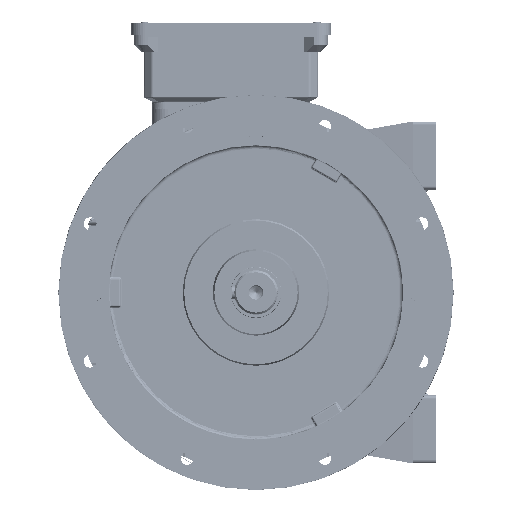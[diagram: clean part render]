
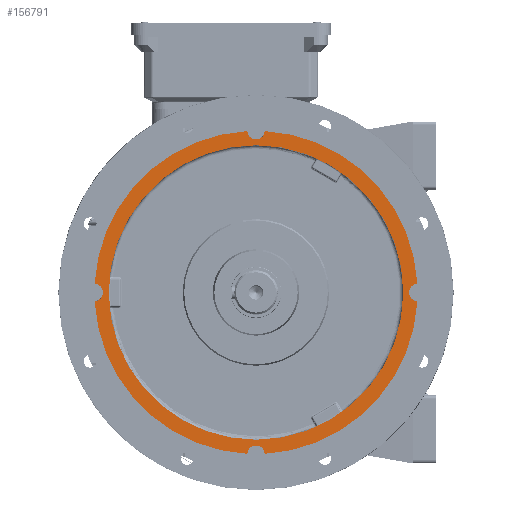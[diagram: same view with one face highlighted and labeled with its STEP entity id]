
A CAD part, left-side view. The second image highlights one B-rep face of the part: STEP entity #156791.
In plain terms, the highlighted planar face has unit normal (-1, 0, 0).
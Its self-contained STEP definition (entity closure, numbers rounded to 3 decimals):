
#281 = DIRECTION ( 'NONE',  ( -1., 0., 0. ) ) ;
#1213 = ORIENTED_EDGE ( 'NONE', *, *, #61003, .F. ) ;
#2689 = DIRECTION ( 'NONE',  ( 0., 0., 1. ) ) ;
#3856 = CARTESIAN_POINT ( 'NONE',  ( 0., 0., -205. ) ) ;
#4302 = CARTESIAN_POINT ( 'NONE',  ( 0., 0., 225. ) ) ;
#5677 = CIRCLE ( 'NONE', #151619, 205. ) ;
#6051 = DIRECTION ( 'NONE',  ( -1., 0., 0. ) ) ;
#9765 = CARTESIAN_POINT ( 'NONE',  ( 0., 0., 0. ) ) ;
#13218 = FACE_OUTER_BOUND ( 'NONE', #55135, .T. ) ;
#14724 = CARTESIAN_POINT ( 'NONE',  ( 0., 0., -225. ) ) ;
#17304 = CARTESIAN_POINT ( 'NONE',  ( 0., 0., 225. ) ) ;
#18346 = DIRECTION ( 'NONE',  ( 1., 0., 0. ) ) ;
#18957 = EDGE_CURVE ( 'NONE', #232397, #154942, #245754, .T. ) ;
#27567 = AXIS2_PLACEMENT_3D ( 'NONE', #119765, #101476, #198159 ) ;
#27903 = EDGE_CURVE ( 'NONE', #232397, #231730, #102758, .T. ) ;
#32796 = PLANE ( 'NONE',  #192459 ) ;
#35517 = CARTESIAN_POINT ( 'NONE',  ( 0., 0., 205. ) ) ;
#36713 = CARTESIAN_POINT ( 'NONE',  ( 0., -11.996, -224.68 ) ) ;
#39279 = CARTESIAN_POINT ( 'NONE',  ( 0., 0., 0. ) ) ;
#41043 = EDGE_CURVE ( 'NONE', #256087, #231730, #189782, .T. ) ;
#41857 = DIRECTION ( 'NONE',  ( -1., 0., 0. ) ) ;
#41928 = EDGE_CURVE ( 'NONE', #256087, #231691, #174197, .T. ) ;
#46076 = DIRECTION ( 'NONE',  ( -1., 0., 0. ) ) ;
#47037 = CARTESIAN_POINT ( 'NONE',  ( 0., 224.68, 11.996 ) ) ;
#49297 = AXIS2_PLACEMENT_3D ( 'NONE', #17304, #281, #138687 ) ;
#54155 = VERTEX_POINT ( 'NONE', #174668 ) ;
#55135 = EDGE_LOOP ( 'NONE', ( #238912, #197147, #225430, #70629, #180029, #114422, #172002, #147972, #155546, #190345 ) ) ;
#56714 = AXIS2_PLACEMENT_3D ( 'NONE', #14724, #74783, #252350 ) ;
#61003 = EDGE_CURVE ( 'NONE', #126325, #226488, #85941, .T. ) ;
#65962 = DIRECTION ( 'NONE',  ( -1., 0., 0. ) ) ;
#66052 = EDGE_LOOP ( 'NONE', ( #1213, #178899 ) ) ;
#70629 = ORIENTED_EDGE ( 'NONE', *, *, #231309, .T. ) ;
#70906 = CARTESIAN_POINT ( 'NONE',  ( 0., 11.996, -224.68 ) ) ;
#74063 = AXIS2_PLACEMENT_3D ( 'NONE', #203577, #224435, #245303 ) ;
#74783 = DIRECTION ( 'NONE',  ( -1., 0., 0. ) ) ;
#77112 = CARTESIAN_POINT ( 'NONE',  ( 0., 205., 0. ) ) ;
#77168 = AXIS2_PLACEMENT_3D ( 'NONE', #198106, #233412, #175950 ) ;
#85941 = CIRCLE ( 'NONE', #27567, 205. ) ;
#86187 = CARTESIAN_POINT ( 'NONE',  ( 0., 0., 0. ) ) ;
#94422 = CARTESIAN_POINT ( 'NONE',  ( 0., 0., -213. ) ) ;
#95237 = CARTESIAN_POINT ( 'NONE',  ( 0., 0., 0. ) ) ;
#97444 = CARTESIAN_POINT ( 'NONE',  ( 0., 224.68, -11.996 ) ) ;
#98706 = EDGE_CURVE ( 'NONE', #226488, #126325, #5677, .T. ) ;
#101476 = DIRECTION ( 'NONE',  ( -1., 0., 0. ) ) ;
#102758 = CIRCLE ( 'NONE', #170093, 225. ) ;
#109412 = AXIS2_PLACEMENT_3D ( 'NONE', #39279, #41857, #124027 ) ;
#114422 = ORIENTED_EDGE ( 'NONE', *, *, #136417, .T. ) ;
#118681 = DIRECTION ( 'NONE',  ( 0., 0., 1. ) ) ;
#119765 = CARTESIAN_POINT ( 'NONE',  ( 0., 0., 0. ) ) ;
#122337 = VERTEX_POINT ( 'NONE', #70906 ) ;
#124027 = DIRECTION ( 'NONE',  ( 0., 0., 1. ) ) ;
#126325 = VERTEX_POINT ( 'NONE', #35517 ) ;
#135925 = DIRECTION ( 'NONE',  ( 0., 1., 0. ) ) ;
#136417 = EDGE_CURVE ( 'NONE', #138954, #122337, #257541, .T. ) ;
#137051 = CARTESIAN_POINT ( 'NONE',  ( 0., -224.68, 11.996 ) ) ;
#138687 = DIRECTION ( 'NONE',  ( 0., -1., 0. ) ) ;
#138954 = VERTEX_POINT ( 'NONE', #97444 ) ;
#141070 = DIRECTION ( 'NONE',  ( -1., 0., 0. ) ) ;
#147972 = ORIENTED_EDGE ( 'NONE', *, *, #18957, .F. ) ;
#149394 = CIRCLE ( 'NONE', #237007, 12. ) ;
#151619 = AXIS2_PLACEMENT_3D ( 'NONE', #86187, #165844, #2689 ) ;
#154942 = VERTEX_POINT ( 'NONE', #94422 ) ;
#155546 = ORIENTED_EDGE ( 'NONE', *, *, #27903, .T. ) ;
#156791 = ADVANCED_FACE ( 'NONE', ( #255967, #13218 ), #32796, .F. ) ;
#160894 = CIRCLE ( 'NONE', #56714, 12. ) ;
#165279 = CARTESIAN_POINT ( 'NONE',  ( 0., 0., 213. ) ) ;
#165844 = DIRECTION ( 'NONE',  ( -1., 0., 0. ) ) ;
#166477 = CARTESIAN_POINT ( 'NONE',  ( 0., -11.996, 224.68 ) ) ;
#168985 = AXIS2_PLACEMENT_3D ( 'NONE', #181129, #6051, #241140 ) ;
#169073 = DIRECTION ( 'NONE',  ( 0., 0., 1. ) ) ;
#170093 = AXIS2_PLACEMENT_3D ( 'NONE', #95237, #178771, #118681 ) ;
#172002 = ORIENTED_EDGE ( 'NONE', *, *, #188714, .F. ) ;
#172098 = CIRCLE ( 'NONE', #109412, 225. ) ;
#174197 = CIRCLE ( 'NONE', #74063, 225. ) ;
#174668 = CARTESIAN_POINT ( 'NONE',  ( 0., 11.996, 224.68 ) ) ;
#175950 = DIRECTION ( 'NONE',  ( 0., 0., -1. ) ) ;
#176852 = EDGE_CURVE ( 'NONE', #54155, #178169, #149394, .T. ) ;
#177631 = DIRECTION ( 'NONE',  ( 0., 0., -1. ) ) ;
#178169 = VERTEX_POINT ( 'NONE', #165279 ) ;
#178771 = DIRECTION ( 'NONE',  ( -1., 0., 0. ) ) ;
#178899 = ORIENTED_EDGE ( 'NONE', *, *, #98706, .F. ) ;
#180029 = ORIENTED_EDGE ( 'NONE', *, *, #245497, .F. ) ;
#181129 = CARTESIAN_POINT ( 'NONE',  ( 0., 225., 0. ) ) ;
#184603 = VERTEX_POINT ( 'NONE', #47037 ) ;
#188714 = EDGE_CURVE ( 'NONE', #154942, #122337, #160894, .T. ) ;
#189782 = CIRCLE ( 'NONE', #77168, 12. ) ;
#189879 = CIRCLE ( 'NONE', #168985, 12. ) ;
#190345 = ORIENTED_EDGE ( 'NONE', *, *, #41043, .F. ) ;
#192459 = AXIS2_PLACEMENT_3D ( 'NONE', #77112, #18346, #177631 ) ;
#197147 = ORIENTED_EDGE ( 'NONE', *, *, #224839, .F. ) ;
#198106 = CARTESIAN_POINT ( 'NONE',  ( 0., -225., 0. ) ) ;
#198159 = DIRECTION ( 'NONE',  ( 0., 0., 1. ) ) ;
#198566 = CARTESIAN_POINT ( 'NONE',  ( 0., 0., -225. ) ) ;
#203577 = CARTESIAN_POINT ( 'NONE',  ( 0., 0., 0. ) ) ;
#220095 = CARTESIAN_POINT ( 'NONE',  ( 0., -224.68, -11.996 ) ) ;
#220113 = AXIS2_PLACEMENT_3D ( 'NONE', #9765, #65962, #169073 ) ;
#220217 = CIRCLE ( 'NONE', #49297, 12. ) ;
#222358 = DIRECTION ( 'NONE',  ( 0., -1., 0. ) ) ;
#224435 = DIRECTION ( 'NONE',  ( -1., 0., 0. ) ) ;
#224839 = EDGE_CURVE ( 'NONE', #178169, #231691, #220217, .T. ) ;
#225430 = ORIENTED_EDGE ( 'NONE', *, *, #176852, .F. ) ;
#226488 = VERTEX_POINT ( 'NONE', #3856 ) ;
#231309 = EDGE_CURVE ( 'NONE', #54155, #184603, #172098, .T. ) ;
#231691 = VERTEX_POINT ( 'NONE', #166477 ) ;
#231730 = VERTEX_POINT ( 'NONE', #220095 ) ;
#232397 = VERTEX_POINT ( 'NONE', #36713 ) ;
#233412 = DIRECTION ( 'NONE',  ( -1., 0., 0. ) ) ;
#237007 = AXIS2_PLACEMENT_3D ( 'NONE', #4302, #46076, #222358 ) ;
#238912 = ORIENTED_EDGE ( 'NONE', *, *, #41928, .T. ) ;
#241140 = DIRECTION ( 'NONE',  ( 0., 0., 1. ) ) ;
#241683 = AXIS2_PLACEMENT_3D ( 'NONE', #198566, #141070, #135925 ) ;
#245303 = DIRECTION ( 'NONE',  ( 0., 0., 1. ) ) ;
#245497 = EDGE_CURVE ( 'NONE', #138954, #184603, #189879, .T. ) ;
#245754 = CIRCLE ( 'NONE', #241683, 12. ) ;
#252350 = DIRECTION ( 'NONE',  ( 0., 1., 0. ) ) ;
#255967 = FACE_BOUND ( 'NONE', #66052, .T. ) ;
#256087 = VERTEX_POINT ( 'NONE', #137051 ) ;
#257541 = CIRCLE ( 'NONE', #220113, 225. ) ;
